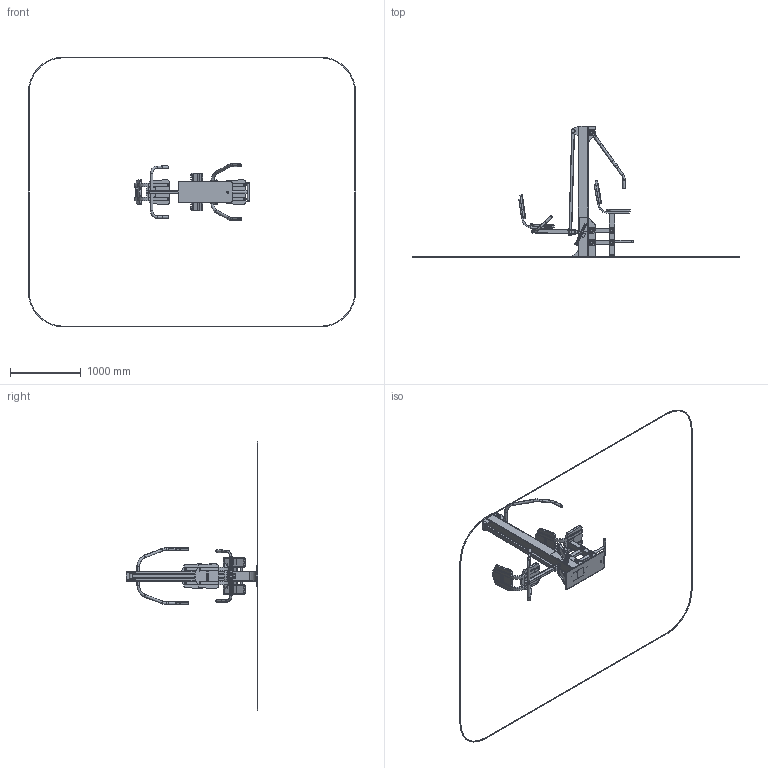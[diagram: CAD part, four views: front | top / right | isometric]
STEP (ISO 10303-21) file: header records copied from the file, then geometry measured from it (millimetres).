
FILE_DESCRIPTION(('STEP AP214'), '1');
FILE_NAME('衵-04-16', '', ('UNSPECIFIED'), ('UNSPECIFIED'), 'C3D Converter', 'C3D Toolkit', '');
FILE_SCHEMA(('AUTOMOTIVE_DESIGN { 1 0 10303 214 3 1 1}'));
Length unit declared in the file: millimetre
Products named in the file (76): УТ-04/16; УТ-10.1Н.00.02.04; УТ-10.1Н.00.02.02; УТ-10.1Н.00.02.03; УТ-28Н-; УТ-07.01.01.02; УТ-28Н-14.01.01.08; УТ-10.1Н.00.03.00; УТ-10.1Н.00.03.01; УТ-10.1Н.01.00.00; УТ-10.1Н.01.01.00; УТ-10.1Н.01.01.04; УТ-10.1Н.01.01.02; УТ-10.1Н.01.01.05; УТ-10.1Н.02.00.00; УТ-10.1Н.02.01.00; УТ-10.1Н.02.01.03; УТ-10.1Н.02.01.01; УТ-10.1Н.02.01.02; УТ-07.1.14.02.01.03; УТ-10.1Н.00.00.04; ФК-03.03; УТ-10.1Н.00.01.02; УТ-16; УТ-12.1.14.04.00.00; УТ-12.1.14.04.01.00; УТ-12.1.14.04.01.05; УТ-12.1.14.04.01.01; УТ-10.1.14.00.02.03; УТС-03.01.01.06
Assembly tree (114 placements, depth 5):
  (unnamed)
    УТ-04/16
      УТ-10.1Н.00.02.04
      (unnamed)
      УТ-10.1Н.00.02.02  x2
      (unnamed)
      УТ-10.1Н.00.02.03  x2
      УТ-28Н-
      (unnamed)
      УТ-07.01.01.02
      (unnamed)
      (unnamed)
      УТ-28Н-14.01.01.08
      УТ-28Н-14.01.01.08
      УТ-07.01.01.02
      УТ-28Н-
      (unnamed)
      (unnamed)
    УТ-10.1Н.00.03.00
      УТ-10.1Н.00.03.01
    (unnamed)
    (unnamed)
      (unnamed)
    УТ-10.1Н.01.00.00
      УТ-10.1Н.01.01.00
        (unnamed)
        УТ-10.1Н.01.01.04
        (unnamed)
        УТ-10.1Н.01.01.02
        УТ-10.1Н.01.01.05
      (unnamed)  x2
      (unnamed)
    УТ-10.1Н.02.00.00
      УТ-10.1Н.02.01.00
        УТ-10.1Н.02.01.03
        УТ-10.1Н.02.01.01
        УТ-10.1Н.02.01.02  x2
      УТ-07.1.14.02.01.03  x4
      (unnamed)  x2
    (unnamed)
      (unnamed)
        (unnamed)
        (unnamed)
        (unnamed)
        (unnamed)  x2
        (unnamed)
        (unnamed)
      (unnamed)  x2
    УТ-10.1Н.00.00.04  x2
    (unnamed)
      ФК-03.03  x6
      (unnamed)  x2
      (unnamed)  x3
    (unnamed)  x6
      (unnamed)
      (unnamed)
      (unnamed)
    (unnamed)  x10
      (unnamed)
        УТ-10.1Н.00.01.02
Bounding box: 4614.84 x 1854 x 3803 mm (x, y, z)
Volume: 30808006.2 mm3; surface area: 9057639.2 mm2
Topology: 97 solids, 97 shells, 1726 faces, 3974 edges, 2480 vertices
Faces by surface type: plane 809, cylinder 649, torus 216, cone 40, bspline 12
Full cylindrical faces by diameter (mm): 5 x4, 6.647 x1, 8 x2, 8.5 x1, 14 x1, 16 x1, 20.5 x1, 26 x2, 26.4 x4, 28 x5, 28.4 x1, 30 x3, 32 x5, 34 x18, 35.4 x1, 37.129 x1, 39.4 x1, 40 x11, 40.5 x1, 47 x4, 47.5 x2, 49.2 x3, 55 x10, 57 x2, 58 x10, 59 x4, 60 x1, 64 x10
Entity records: 35130 total; most frequent: CARTESIAN_POINT 6095, DIRECTION 4652, ORIENTED_EDGE 3896, EDGE_CURVE 1948, AXIS2_PLACEMENT_3D 1746, VERTEX_POINT 1302, LINE 1160, VECTOR 1160
